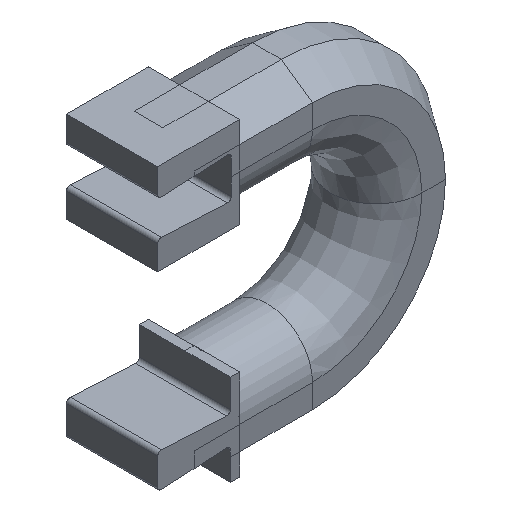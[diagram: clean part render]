
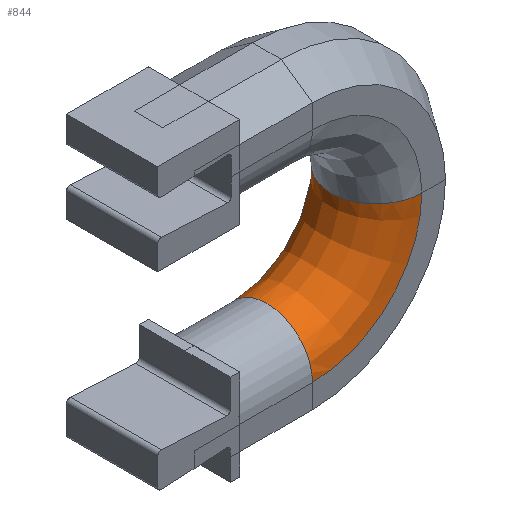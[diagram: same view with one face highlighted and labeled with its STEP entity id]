
A CAD part, isometric view. The second image highlights one B-rep face of the part: STEP entity #844.
In plain terms, the highlighted face is a revolution surface.
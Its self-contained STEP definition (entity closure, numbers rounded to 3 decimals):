
#170 = VERTEX_POINT('',#171);
#171 = CARTESIAN_POINT('',(6.5,-2.5,-6.));
#544 = VERTEX_POINT('',#545);
#545 = CARTESIAN_POINT('',(6.5,2.5,-6.));
#560 = EDGE_CURVE('',#544,#170,#561,.T.);
#561 = CIRCLE('',#562,2.5);
#562 = AXIS2_PLACEMENT_3D('',#563,#564,#565);
#563 = CARTESIAN_POINT('',(6.5,0.,-6.));
#564 = DIRECTION('',(1.,0.,0.));
#565 = DIRECTION('',(0.,1.,0.));
#575 = EDGE_CURVE('',#170,#576,#578,.T.);
#576 = VERTEX_POINT('',#577);
#577 = CARTESIAN_POINT('',(12.5,-2.5,0.));
#578 = CIRCLE('',#579,6.);
#579 = AXIS2_PLACEMENT_3D('',#580,#581,#582);
#580 = CARTESIAN_POINT('',(6.5,-2.5,0.));
#581 = DIRECTION('',(0.,-1.,0.));
#582 = DIRECTION('',(1.,0.,0.));
#844 = ADVANCED_FACE('',(#845),#865,.F.);
#845 = FACE_BOUND('',#846,.F.);
#846 = EDGE_LOOP('',(#847,#856,#863,#864));
#847 = ORIENTED_EDGE('',*,*,#848,.T.);
#848 = EDGE_CURVE('',#544,#849,#851,.T.);
#849 = VERTEX_POINT('',#850);
#850 = CARTESIAN_POINT('',(12.5,2.5,0.));
#851 = CIRCLE('',#852,6.);
#852 = AXIS2_PLACEMENT_3D('',#853,#854,#855);
#853 = CARTESIAN_POINT('',(6.5,2.5,0.));
#854 = DIRECTION('',(0.,-1.,0.));
#855 = DIRECTION('',(1.,0.,0.));
#856 = ORIENTED_EDGE('',*,*,#857,.T.);
#857 = EDGE_CURVE('',#849,#576,#858,.T.);
#858 = CIRCLE('',#859,2.5);
#859 = AXIS2_PLACEMENT_3D('',#860,#861,#862);
#860 = CARTESIAN_POINT('',(12.5,0.,0.));
#861 = DIRECTION('',(0.,0.,1.));
#862 = DIRECTION('',(0.,1.,0.));
#863 = ORIENTED_EDGE('',*,*,#575,.F.);
#864 = ORIENTED_EDGE('',*,*,#560,.F.);
#865 = SURFACE_OF_REVOLUTION('',#866,#871);
#866 = CIRCLE('',#867,2.5);
#867 = AXIS2_PLACEMENT_3D('',#868,#869,#870);
#868 = CARTESIAN_POINT('',(12.5,0.,0.));
#869 = DIRECTION('',(0.,0.,1.));
#870 = DIRECTION('',(0.,1.,0.));
#871 = AXIS1_PLACEMENT('',#872,#873);
#872 = CARTESIAN_POINT('',(6.5,0.,0.));
#873 = DIRECTION('',(0.,-1.,0.));
